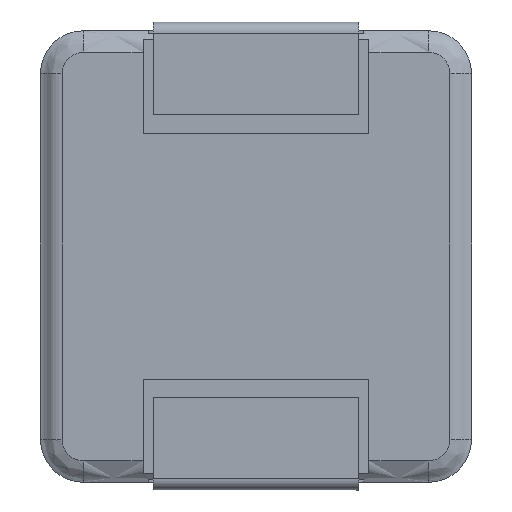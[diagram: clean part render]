
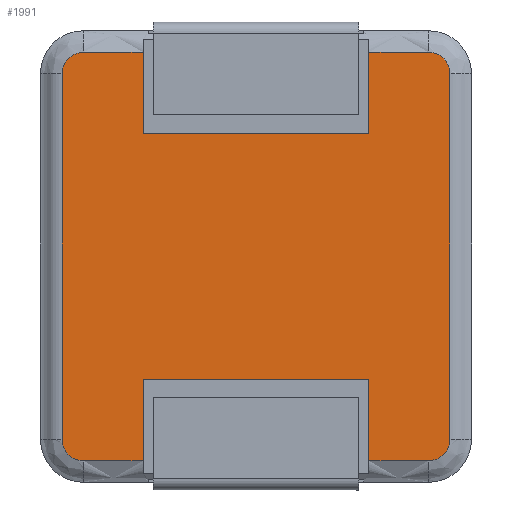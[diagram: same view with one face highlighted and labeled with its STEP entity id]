
A CAD part, front view. The second image highlights one B-rep face of the part: STEP entity #1991.
In plain terms, the highlighted planar face has unit normal (0, -1, 0).
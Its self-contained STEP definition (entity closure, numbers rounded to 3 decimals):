
#17 = ORIENTED_EDGE ( 'NONE', *, *, #304, .F. ) ;
#23 = DIRECTION ( 'NONE',  ( 0., 0., 1. ) ) ;
#49 = FACE_OUTER_BOUND ( 'NONE', #2085, .T. ) ;
#87 = CARTESIAN_POINT ( 'NONE',  ( -1.89, 0., 1.903 ) ) ;
#90 = PLANE ( 'NONE',  #1283 ) ;
#97 = CARTESIAN_POINT ( 'NONE',  ( -1.68, 0., 1.99 ) ) ;
#108 = CARTESIAN_POINT ( 'NONE',  ( -1.1, 0., -1.2 ) ) ;
#138 = ORIENTED_EDGE ( 'NONE', *, *, #1377, .F. ) ;
#140 =( BOUNDED_CURVE ( )  B_SPLINE_CURVE ( 3, ( #1079, #87, #1803, #97 ),
 .UNSPECIFIED., .F., .T. ) 
 B_SPLINE_CURVE_WITH_KNOTS ( ( 4, 4 ),
 ( 0., 1. ),
 .UNSPECIFIED. ) 
 CURVE ( )  GEOMETRIC_REPRESENTATION_ITEM ( )  RATIONAL_B_SPLINE_CURVE ( ( 1., 0.805, 0.805, 1. ) ) 
 REPRESENTATION_ITEM ( '' )  );
#148 = CARTESIAN_POINT ( 'NONE',  ( -1.68, 0., 1.99 ) ) ;
#155 = EDGE_CURVE ( 'NONE', #1986, #475, #755, .T. ) ;
#180 = EDGE_CURVE ( 'NONE', #1017, #1193, #1263, .T. ) ;
#203 = VECTOR ( 'NONE', #1364, 1000. ) ;
#225 = CARTESIAN_POINT ( 'NONE',  ( 1.89, 0., -1.78 ) ) ;
#246 = ORIENTED_EDGE ( 'NONE', *, *, #911, .F. ) ;
#254 = EDGE_CURVE ( 'NONE', #1861, #1159, #140, .T. ) ;
#278 = CARTESIAN_POINT ( 'NONE',  ( 1.68, 0., -1.99 ) ) ;
#288 = EDGE_CURVE ( 'NONE', #1733, #1017, #2125, .T. ) ;
#295 = DIRECTION ( 'NONE',  ( 0., 0., -1. ) ) ;
#304 = EDGE_CURVE ( 'NONE', #1779, #1721, #1143, .T. ) ;
#309 = LINE ( 'NONE', #278, #1058 ) ;
#317 = CARTESIAN_POINT ( 'NONE',  ( -1.1, 0., 1.2 ) ) ;
#366 = ORIENTED_EDGE ( 'NONE', *, *, #1660, .F. ) ;
#381 = LINE ( 'NONE', #1399, #1136 ) ;
#451 = CARTESIAN_POINT ( 'NONE',  ( 1.1, 0., -1.99 ) ) ;
#475 = VERTEX_POINT ( 'NONE', #1527 ) ;
#486 = VECTOR ( 'NONE', #936, 1000. ) ;
#487 = ORIENTED_EDGE ( 'NONE', *, *, #180, .F. ) ;
#500 = ORIENTED_EDGE ( 'NONE', *, *, #155, .F. ) ;
#505 = EDGE_CURVE ( 'NONE', #1087, #1779, #1191, .T. ) ;
#551 = LINE ( 'NONE', #1914, #748 ) ;
#560 = ORIENTED_EDGE ( 'NONE', *, *, #734, .F. ) ;
#581 = ORIENTED_EDGE ( 'NONE', *, *, #1857, .F. ) ;
#625 = CARTESIAN_POINT ( 'NONE',  ( -1.1, 0., 1.99 ) ) ;
#678 = DIRECTION ( 'NONE',  ( 1., 0., 0. ) ) ;
#681 = CARTESIAN_POINT ( 'NONE',  ( 1.1, 0., -1.2 ) ) ;
#694 = EDGE_CURVE ( 'NONE', #1159, #1698, #2103, .T. ) ;
#703 = CARTESIAN_POINT ( 'NONE',  ( 1.1, 0., 1.99 ) ) ;
#721 = CARTESIAN_POINT ( 'NONE',  ( 1.1, 0., 1.2 ) ) ;
#722 = EDGE_CURVE ( 'NONE', #475, #1861, #1657, .T. ) ;
#734 = EDGE_CURVE ( 'NONE', #1525, #1111, #1306, .T. ) ;
#739 = DIRECTION ( 'NONE',  ( 0., 0., 1. ) ) ;
#748 = VECTOR ( 'NONE', #869, 1000. ) ;
#753 = CARTESIAN_POINT ( 'NONE',  ( -1.1, 0., 1.2 ) ) ;
#755 =( BOUNDED_CURVE ( )  B_SPLINE_CURVE ( 3, ( #1782, #1822, #799, #1114 ),
 .UNSPECIFIED., .F., .T. ) 
 B_SPLINE_CURVE_WITH_KNOTS ( ( 4, 4 ),
 ( 0., 1. ),
 .UNSPECIFIED. ) 
 CURVE ( )  GEOMETRIC_REPRESENTATION_ITEM ( )  RATIONAL_B_SPLINE_CURVE ( ( 1., 0.805, 0.805, 1. ) ) 
 REPRESENTATION_ITEM ( '' )  );
#759 = CARTESIAN_POINT ( 'NONE',  ( 1.68, 0., -1.99 ) ) ;
#773 = CARTESIAN_POINT ( 'NONE',  ( -1.68, 0., -1.99 ) ) ;
#799 = CARTESIAN_POINT ( 'NONE',  ( -1.89, 0., -1.903 ) ) ;
#839 = EDGE_CURVE ( 'NONE', #1111, #1986, #309, .T. ) ;
#847 = ORIENTED_EDGE ( 'NONE', *, *, #1798, .F. ) ;
#869 = DIRECTION ( 'NONE',  ( 0., 0., -1. ) ) ;
#885 = ORIENTED_EDGE ( 'NONE', *, *, #694, .F. ) ;
#907 = CARTESIAN_POINT ( 'NONE',  ( 1.803, 0., -1.99 ) ) ;
#911 = EDGE_CURVE ( 'NONE', #1193, #1525, #2040, .T. ) ;
#925 = CARTESIAN_POINT ( 'NONE',  ( 1.68, 0., -1.99 ) ) ;
#936 = DIRECTION ( 'NONE',  ( -1., 0., 0. ) ) ;
#941 = DIRECTION ( 'NONE',  ( 0., 1., 0. ) ) ;
#966 = CARTESIAN_POINT ( 'NONE',  ( 1.89, 0., -1.78 ) ) ;
#973 = CARTESIAN_POINT ( 'NONE',  ( 1.1, 0., -1.2 ) ) ;
#983 = CARTESIAN_POINT ( 'NONE',  ( 1.68, 0., -1.99 ) ) ;
#1008 = CARTESIAN_POINT ( 'NONE',  ( 1.1, 0., 1.2 ) ) ;
#1017 = VERTEX_POINT ( 'NONE', #451 ) ;
#1058 = VECTOR ( 'NONE', #2174, 1000. ) ;
#1079 = CARTESIAN_POINT ( 'NONE',  ( -1.89, 0., 1.78 ) ) ;
#1087 = VERTEX_POINT ( 'NONE', #1008 ) ;
#1111 = VERTEX_POINT ( 'NONE', #1723 ) ;
#1114 = CARTESIAN_POINT ( 'NONE',  ( -1.89, 0., -1.78 ) ) ;
#1122 = DIRECTION ( 'NONE',  ( 0., 0., 1. ) ) ;
#1136 = VECTOR ( 'NONE', #678, 1000. ) ;
#1143 = LINE ( 'NONE', #1335, #2198 ) ;
#1144 = DIRECTION ( 'NONE',  ( 0., 0., 1. ) ) ;
#1159 = VERTEX_POINT ( 'NONE', #148 ) ;
#1163 = CARTESIAN_POINT ( 'NONE',  ( 1.68, 0., 1.99 ) ) ;
#1168 = ORIENTED_EDGE ( 'NONE', *, *, #839, .F. ) ;
#1191 = LINE ( 'NONE', #721, #1496 ) ;
#1193 = VERTEX_POINT ( 'NONE', #973 ) ;
#1207 = VECTOR ( 'NONE', #1122, 1000. ) ;
#1242 = ORIENTED_EDGE ( 'NONE', *, *, #722, .F. ) ;
#1263 = LINE ( 'NONE', #1954, #1207 ) ;
#1283 = AXIS2_PLACEMENT_3D ( 'NONE', #1443, #941, #739 ) ;
#1306 = LINE ( 'NONE', #108, #1573 ) ;
#1329 = EDGE_CURVE ( 'NONE', #1721, #1938, #1671, .T. ) ;
#1335 = CARTESIAN_POINT ( 'NONE',  ( -1.68, 0., 1.99 ) ) ;
#1364 = DIRECTION ( 'NONE',  ( -1., 0., 0. ) ) ;
#1367 = CARTESIAN_POINT ( 'NONE',  ( -1.1, 0., -1.2 ) ) ;
#1374 = CARTESIAN_POINT ( 'NONE',  ( 1.89, 0., 1.78 ) ) ;
#1377 = EDGE_CURVE ( 'NONE', #1698, #1689, #2119, .T. ) ;
#1381 = ORIENTED_EDGE ( 'NONE', *, *, #1329, .F. ) ;
#1388 = CARTESIAN_POINT ( 'NONE',  ( 1.68, 0., 1.99 ) ) ;
#1399 = CARTESIAN_POINT ( 'NONE',  ( 1.1, 0., 1.2 ) ) ;
#1403 = VERTEX_POINT ( 'NONE', #966 ) ;
#1430 = VECTOR ( 'NONE', #1144, 1000. ) ;
#1443 = CARTESIAN_POINT ( 'NONE',  ( 0., 0., 0. ) ) ;
#1444 = DIRECTION ( 'NONE',  ( 0., 0., -1. ) ) ;
#1496 = VECTOR ( 'NONE', #23, 1000. ) ;
#1520 =( BOUNDED_CURVE ( )  B_SPLINE_CURVE ( 3, ( #225, #1601, #907, #925 ),
 .UNSPECIFIED., .F., .T. ) 
 B_SPLINE_CURVE_WITH_KNOTS ( ( 4, 4 ),
 ( 0., 1. ),
 .UNSPECIFIED. ) 
 CURVE ( )  GEOMETRIC_REPRESENTATION_ITEM ( )  RATIONAL_B_SPLINE_CURVE ( ( 1., 0.805, 0.805, 1. ) ) 
 REPRESENTATION_ITEM ( '' )  );
#1525 = VERTEX_POINT ( 'NONE', #1367 ) ;
#1527 = CARTESIAN_POINT ( 'NONE',  ( -1.89, 0., -1.78 ) ) ;
#1573 = VECTOR ( 'NONE', #295, 1000. ) ;
#1601 = CARTESIAN_POINT ( 'NONE',  ( 1.89, 0., -1.903 ) ) ;
#1657 = LINE ( 'NONE', #2018, #1430 ) ;
#1660 = EDGE_CURVE ( 'NONE', #1403, #1733, #1520, .T. ) ;
#1671 =( BOUNDED_CURVE ( )  B_SPLINE_CURVE ( 3, ( #1388, #2062, #1736, #1374 ),
 .UNSPECIFIED., .F., .F. ) 
 B_SPLINE_CURVE_WITH_KNOTS ( ( 4, 4 ),
 ( 0., 1. ),
 .UNSPECIFIED. ) 
 CURVE ( )  GEOMETRIC_REPRESENTATION_ITEM ( )  RATIONAL_B_SPLINE_CURVE ( ( 1., 0.805, 0.805, 1. ) ) 
 REPRESENTATION_ITEM ( '' )  );
#1689 = VERTEX_POINT ( 'NONE', #317 ) ;
#1693 = ORIENTED_EDGE ( 'NONE', *, *, #288, .F. ) ;
#1698 = VERTEX_POINT ( 'NONE', #625 ) ;
#1721 = VERTEX_POINT ( 'NONE', #1163 ) ;
#1723 = CARTESIAN_POINT ( 'NONE',  ( -1.1, 0., -1.99 ) ) ;
#1733 = VERTEX_POINT ( 'NONE', #983 ) ;
#1736 = CARTESIAN_POINT ( 'NONE',  ( 1.89, 0., 1.903 ) ) ;
#1763 = DIRECTION ( 'NONE',  ( 1., 0., 0. ) ) ;
#1778 = ORIENTED_EDGE ( 'NONE', *, *, #254, .F. ) ;
#1779 = VERTEX_POINT ( 'NONE', #703 ) ;
#1782 = CARTESIAN_POINT ( 'NONE',  ( -1.68, 0., -1.99 ) ) ;
#1798 = EDGE_CURVE ( 'NONE', #1938, #1403, #551, .T. ) ;
#1803 = CARTESIAN_POINT ( 'NONE',  ( -1.803, 0., 1.99 ) ) ;
#1822 = CARTESIAN_POINT ( 'NONE',  ( -1.803, 0., -1.99 ) ) ;
#1857 = EDGE_CURVE ( 'NONE', #1689, #1087, #381, .T. ) ;
#1861 = VERTEX_POINT ( 'NONE', #1889 ) ;
#1889 = CARTESIAN_POINT ( 'NONE',  ( -1.89, 0., 1.78 ) ) ;
#1914 = CARTESIAN_POINT ( 'NONE',  ( 1.89, 0., 1.78 ) ) ;
#1938 = VERTEX_POINT ( 'NONE', #1961 ) ;
#1943 = CARTESIAN_POINT ( 'NONE',  ( -1.68, 0., 1.99 ) ) ;
#1954 = CARTESIAN_POINT ( 'NONE',  ( 1.1, 0., -1.2 ) ) ;
#1961 = CARTESIAN_POINT ( 'NONE',  ( 1.89, 0., 1.78 ) ) ;
#1971 = VECTOR ( 'NONE', #1763, 1000. ) ;
#1986 = VERTEX_POINT ( 'NONE', #773 ) ;
#1991 = ADVANCED_FACE ( 'NONE', ( #49 ), #90, .F. ) ;
#2018 = CARTESIAN_POINT ( 'NONE',  ( -1.89, 0., -1.78 ) ) ;
#2022 = ORIENTED_EDGE ( 'NONE', *, *, #505, .F. ) ;
#2035 = VECTOR ( 'NONE', #1444, 1000. ) ;
#2039 = DIRECTION ( 'NONE',  ( 1., 0., 0. ) ) ;
#2040 = LINE ( 'NONE', #681, #203 ) ;
#2062 = CARTESIAN_POINT ( 'NONE',  ( 1.803, 0., 1.99 ) ) ;
#2085 = EDGE_LOOP ( 'NONE', ( #1693, #366, #847, #1381, #17, #2022, #581, #138, #885, #1778, #1242, #500, #1168, #560, #246, #487 ) ) ;
#2103 = LINE ( 'NONE', #1943, #1971 ) ;
#2119 = LINE ( 'NONE', #753, #2035 ) ;
#2125 = LINE ( 'NONE', #759, #486 ) ;
#2174 = DIRECTION ( 'NONE',  ( -1., 0., 0. ) ) ;
#2198 = VECTOR ( 'NONE', #2039, 1000. ) ;
